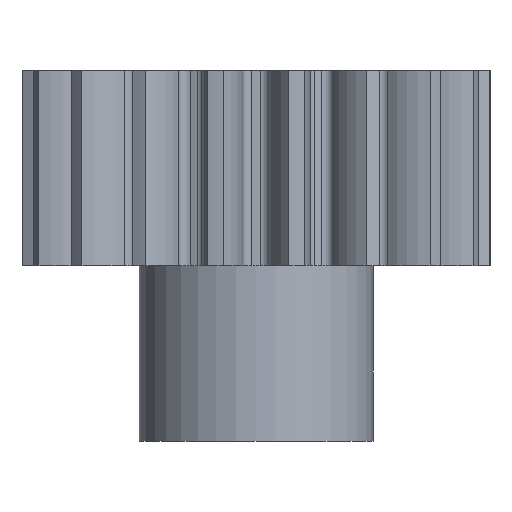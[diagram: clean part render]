
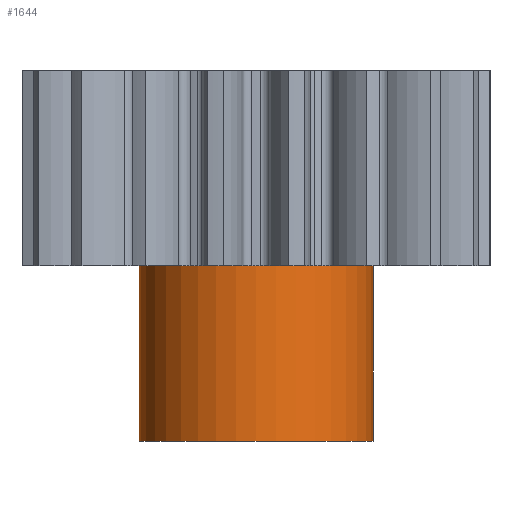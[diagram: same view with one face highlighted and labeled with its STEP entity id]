
A CAD part, front view. The second image highlights one B-rep face of the part: STEP entity #1644.
In plain terms, the highlighted cylindrical face has radius 6 mm (diameter 12 mm), a partial arc.
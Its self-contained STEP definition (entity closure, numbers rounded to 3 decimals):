
#323 = EDGE_CURVE ( 'NONE', #384, #325, #2384, .T. ) ;
#325 = VERTEX_POINT ( 'NONE', #2380 ) ;
#353 = VERTEX_POINT ( 'NONE', #2250 ) ;
#359 = VERTEX_POINT ( 'NONE', #2240 ) ;
#384 = VERTEX_POINT ( 'NONE', #2456 ) ;
#385 = EDGE_CURVE ( 'NONE', #353, #359, #2459, .T. ) ;
#1545 = ORIENTED_EDGE ( 'NONE', *, *, #323, .F. ) ;
#1568 = ORIENTED_EDGE ( 'NONE', *, *, #385, .T. ) ;
#1569 = ORIENTED_EDGE ( 'NONE', *, *, #1645, .T. ) ;
#1604 = EDGE_LOOP ( 'NONE', ( #1545, #1569, #1568, #1708 ) ) ;
#1644 = ADVANCED_FACE ( 'NONE', ( #4443 ), #4447, .T. ) ;
#1645 = EDGE_CURVE ( 'NONE', #384, #353, #4444, .T. ) ;
#1649 = EDGE_CURVE ( 'NONE', #359, #325, #4489, .T. ) ;
#1708 = ORIENTED_EDGE ( 'NONE', *, *, #1649, .T. ) ;
#2240 = CARTESIAN_POINT ( 'NONE',  ( 6., 0., 1.5 ) ) ;
#2250 = CARTESIAN_POINT ( 'NONE',  ( 6., 0., -9. ) ) ;
#2378 = DIRECTION ( 'NONE',  ( 0., 0., 1. ) ) ;
#2379 = VECTOR ( 'NONE', #2378, 1000. ) ;
#2380 = CARTESIAN_POINT ( 'NONE',  ( -6., 0., 1.5 ) ) ;
#2383 = CARTESIAN_POINT ( 'NONE',  ( -6., 0., -9. ) ) ;
#2384 = LINE ( 'NONE', #2383, #2379 ) ;
#2449 = DIRECTION ( 'NONE',  ( 0., 0., 1. ) ) ;
#2450 = VECTOR ( 'NONE', #2449, 1000. ) ;
#2456 = CARTESIAN_POINT ( 'NONE',  ( -6., 0., -9. ) ) ;
#2458 = CARTESIAN_POINT ( 'NONE',  ( 6., 0., -9. ) ) ;
#2459 = LINE ( 'NONE', #2458, #2450 ) ;
#4322 = DIRECTION ( 'NONE',  ( 1., 0., 0. ) ) ;
#4430 = AXIS2_PLACEMENT_3D ( 'NONE', #4439, #4438, #4322 ) ;
#4438 = DIRECTION ( 'NONE',  ( 0., 0., 1. ) ) ;
#4439 = CARTESIAN_POINT ( 'NONE',  ( 0., 0., -9. ) ) ;
#4443 = FACE_OUTER_BOUND ( 'NONE', #1604, .T. ) ;
#4444 = CIRCLE ( 'NONE', #4488, 6. ) ;
#4447 = CYLINDRICAL_SURFACE ( 'NONE', #4430, 6. ) ;
#4480 = DIRECTION ( 'NONE',  ( -1., 0., 0. ) ) ;
#4481 = DIRECTION ( 'NONE',  ( 0., 0., -1. ) ) ;
#4482 = CARTESIAN_POINT ( 'NONE',  ( 0., 0., 1.5 ) ) ;
#4483 = AXIS2_PLACEMENT_3D ( 'NONE', #4482, #4481, #4480 ) ;
#4486 = DIRECTION ( 'NONE',  ( 1., 0., 0. ) ) ;
#4487 = DIRECTION ( 'NONE',  ( 0., 0., 1. ) ) ;
#4488 = AXIS2_PLACEMENT_3D ( 'NONE', #4492, #4487, #4486 ) ;
#4489 = CIRCLE ( 'NONE', #4483, 6. ) ;
#4492 = CARTESIAN_POINT ( 'NONE',  ( 0., 0., -9. ) ) ;
